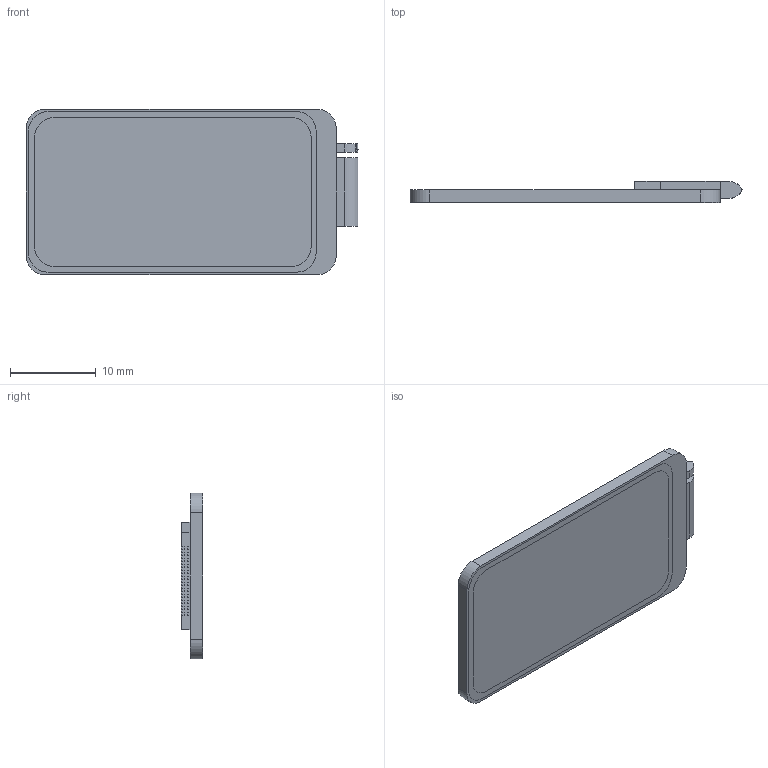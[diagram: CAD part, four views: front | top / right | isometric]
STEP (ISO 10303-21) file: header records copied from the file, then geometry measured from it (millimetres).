
FILE_DESCRIPTION(/* description */ (''),/* implementation_level */ '2;1');
FILE_NAME(/* name */ 'LCD_1.47_320x172.step',/* time_stamp */ '2024-02-06T20:25:55+10:00',/* author */ (''),/* organization */ (''),/* preprocessor_version */ 'ST-DEVELOPER v20',/* originating_system */ 'Autodesk Translation Framework v12.14.0.127',/* authorisation */ '');
FILE_SCHEMA (('AUTOMOTIVE_DESIGN { 1 0 10303 214 3 1 1 }'));
Length unit declared in the file: millimetre
Products named in the file (1): LCD_lcd_ips
Bounding box: 38.83 x 2.46 x 19.39 mm (x, y, z)
Volume: 1173.4 mm3; surface area: 1708.5 mm2
Topology: 1 solids, 1 shells, 146 faces, 443 edges, 307 vertices
Faces by surface type: plane 134, cylinder 12
Full cylindrical faces by diameter (mm): 1 x2
Entity records: 5466 total; most frequent: CARTESIAN_POINT 1194, ORIENTED_EDGE 886, DIRECTION 755, EDGE_CURVE 443, LINE 391, VECTOR 391, VERTEX_POINT 307, AXIS2_PLACEMENT_3D 182
